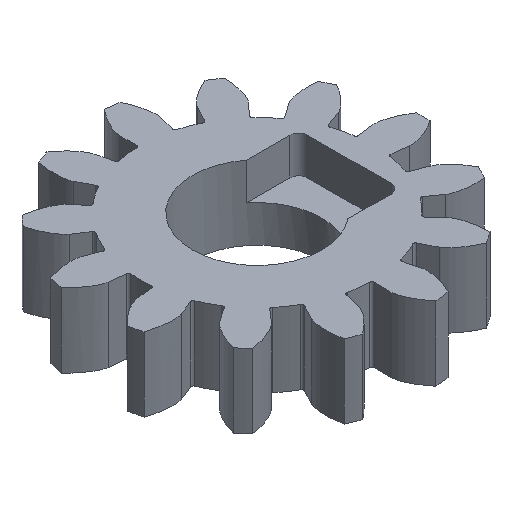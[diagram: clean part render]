
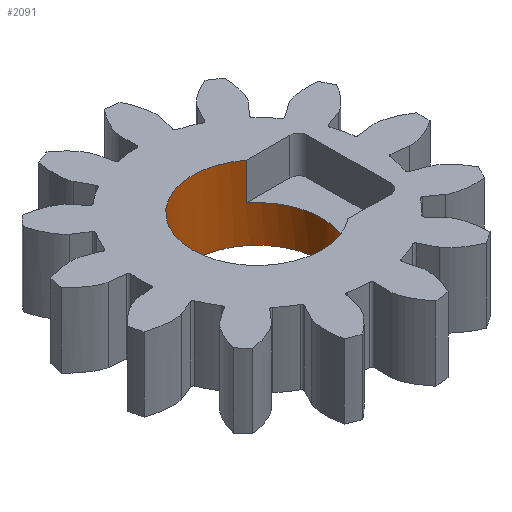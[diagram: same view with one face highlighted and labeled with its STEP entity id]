
A CAD part, isometric view. The second image highlights one B-rep face of the part: STEP entity #2091.
In plain terms, the highlighted cylindrical face has radius 3.5 mm (diameter 7 mm), a full revolution.
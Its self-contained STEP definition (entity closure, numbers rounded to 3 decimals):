
#137=FACE_OUTER_BOUND('',#250,.T.);
#250=EDGE_LOOP('',(#1390,#1391,#1392,#1393,#1394,#1395,#1396,#1397));
#362=LINE('',#3001,#531);
#369=LINE('',#3020,#538);
#371=LINE('',#3027,#540);
#531=VECTOR('',#2428,10.);
#538=VECTOR('',#2447,10.);
#540=VECTOR('',#2455,3.5);
#701=CIRCLE('',#2221,3.5);
#702=CIRCLE('',#2225,3.5);
#703=CIRCLE('',#2226,3.5);
#704=CIRCLE('',#2227,3.5);
#813=VERTEX_POINT('',#2998);
#814=VERTEX_POINT('',#3000);
#819=VERTEX_POINT('',#3014);
#820=VERTEX_POINT('',#3018);
#821=VERTEX_POINT('',#3024);
#822=VERTEX_POINT('',#3026);
#1036=EDGE_CURVE('',#814,#813,#362,.T.);
#1044=EDGE_CURVE('',#813,#819,#701,.T.);
#1046=EDGE_CURVE('',#819,#820,#369,.T.);
#1048=EDGE_CURVE('',#821,#820,#702,.T.);
#1049=EDGE_CURVE('',#821,#822,#371,.T.);
#1050=EDGE_CURVE('',#822,#822,#703,.T.);
#1051=EDGE_CURVE('',#814,#821,#704,.T.);
#1390=ORIENTED_EDGE('',*,*,#1036,.T.);
#1391=ORIENTED_EDGE('',*,*,#1044,.T.);
#1392=ORIENTED_EDGE('',*,*,#1046,.T.);
#1393=ORIENTED_EDGE('',*,*,#1048,.F.);
#1394=ORIENTED_EDGE('',*,*,#1049,.T.);
#1395=ORIENTED_EDGE('',*,*,#1050,.T.);
#1396=ORIENTED_EDGE('',*,*,#1049,.F.);
#1397=ORIENTED_EDGE('',*,*,#1051,.F.);
#2032=CYLINDRICAL_SURFACE('',#2224,3.5);
#2091=ADVANCED_FACE('',(#137),#2032,.F.);
#2221=AXIS2_PLACEMENT_3D('',#3016,#2442,#2443);
#2224=AXIS2_PLACEMENT_3D('',#3023,#2451,#2452);
#2225=AXIS2_PLACEMENT_3D('',#3025,#2453,#2454);
#2226=AXIS2_PLACEMENT_3D('',#3028,#2456,#2457);
#2227=AXIS2_PLACEMENT_3D('',#3029,#2458,#2459);
#2428=DIRECTION('',(0.,0.,-1.));
#2442=DIRECTION('center_axis',(0.,0.,1.));
#2443=DIRECTION('ref_axis',(1.,0.,0.));
#2447=DIRECTION('',(0.,0.,1.));
#2451=DIRECTION('center_axis',(0.,0.,1.));
#2452=DIRECTION('ref_axis',(1.,0.,0.));
#2453=DIRECTION('center_axis',(0.,0.,-1.));
#2454=DIRECTION('ref_axis',(1.,0.,0.));
#2455=DIRECTION('',(0.,0.,-1.));
#2456=DIRECTION('center_axis',(0.,0.,-1.));
#2457=DIRECTION('ref_axis',(1.,0.,0.));
#2458=DIRECTION('center_axis',(0.,0.,-1.));
#2459=DIRECTION('ref_axis',(1.,0.,0.));
#2998=CARTESIAN_POINT('',(2.165,-2.75,2.));
#3000=CARTESIAN_POINT('',(2.165,-2.75,4.));
#3001=CARTESIAN_POINT('',(2.165,-2.75,0.));
#3014=CARTESIAN_POINT('',(2.165,2.75,2.));
#3016=CARTESIAN_POINT('Origin',(0.,0.,2.));
#3018=CARTESIAN_POINT('',(2.165,2.75,4.));
#3020=CARTESIAN_POINT('',(2.165,2.75,0.));
#3023=CARTESIAN_POINT('Origin',(0.,0.,0.));
#3024=CARTESIAN_POINT('',(-3.5,0.,4.));
#3025=CARTESIAN_POINT('Origin',(0.,0.,4.));
#3026=CARTESIAN_POINT('',(-3.5,0.,0.));
#3027=CARTESIAN_POINT('',(-3.5,0.,0.));
#3028=CARTESIAN_POINT('Origin',(0.,0.,0.));
#3029=CARTESIAN_POINT('Origin',(0.,0.,4.));
